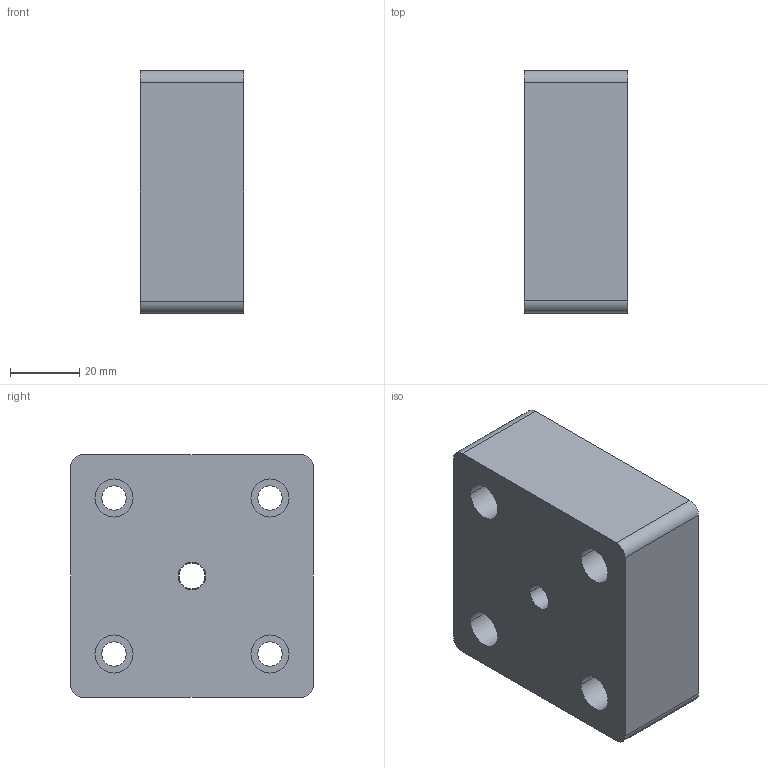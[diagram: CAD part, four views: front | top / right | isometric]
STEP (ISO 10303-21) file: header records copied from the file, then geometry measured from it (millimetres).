
FILE_DESCRIPTION((''),'2;1');
FILE_NAME('JS36DS-0751','2021-01-06T15:58:35',('sa'),('捷昌驱动'),'CREO PARAMETRIC BY PTC INC, 2018100','CREO PARAMETRIC BY PTC INC, 2018100','');
FILE_SCHEMA(('CONFIG_CONTROL_DESIGN'));
Length unit declared in the file: millimetre
Products named in the file (1): JS36DS-0751
Bounding box: 30 x 70 x 70 mm (x, y, z)
Volume: 76122.2 mm3; surface area: 40113.2 mm2
Topology: 1 solids, 2 shells, 127 faces, 334 edges, 222 vertices
Faces by surface type: cylinder 72, plane 55
Entity records: 4042 total; most frequent: DIRECTION 736, CARTESIAN_POINT 684, ORIENTED_EDGE 664, EDGE_CURVE 334, AXIS2_PLACEMENT_3D 274, VERTEX_POINT 222, VECTOR 188, LINE 188
